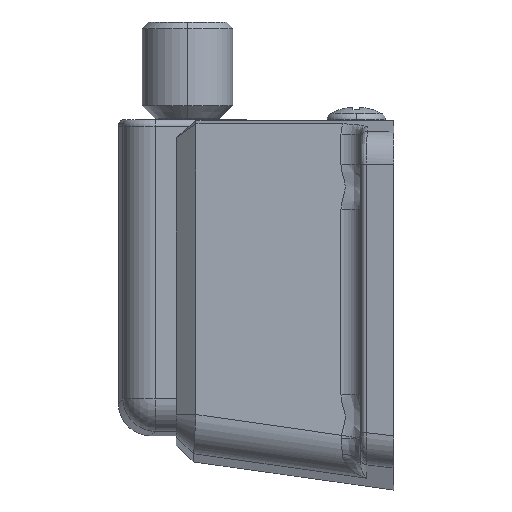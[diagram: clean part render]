
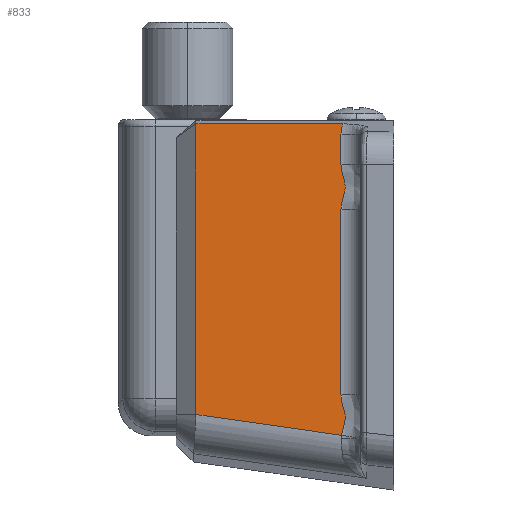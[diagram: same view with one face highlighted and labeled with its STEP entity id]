
A CAD part, left-side view. The second image highlights one B-rep face of the part: STEP entity #833.
In plain terms, the highlighted planar face has unit normal (-1, 0, 0).
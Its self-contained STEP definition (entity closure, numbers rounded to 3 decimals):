
#70 = CARTESIAN_POINT ( 'NONE',  ( -16.25, 7.899, -0.95 ) ) ;
#121 = CARTESIAN_POINT ( 'NONE',  ( -16.25, 8., -2.003 ) ) ;
#154 = LINE ( 'NONE', #14397, #6430 ) ;
#307 = CARTESIAN_POINT ( 'NONE',  ( -16.25, 7.865, -12.26 ) ) ;
#361 = ORIENTED_EDGE ( 'NONE', *, *, #4301, .T. ) ;
#548 = VERTEX_POINT ( 'NONE', #7917 ) ;
#595 = DIRECTION ( 'NONE',  ( 0., -0.99, -0.141 ) ) ;
#697 = CARTESIAN_POINT ( 'NONE',  ( -16.25, 8., -42.097 ) ) ;
#775 = EDGE_LOOP ( 'NONE', ( #2667, #3829, #2237, #2284, #12123, #5085, #361, #4869 ) ) ;
#833 = ADVANCED_FACE ( 'NONE', ( #6579 ), #13429, .T. ) ;
#1087 = CARTESIAN_POINT ( 'NONE',  ( -16.25, 7.631, -46.422 ) ) ;
#1123 = VECTOR ( 'NONE', #1878, 1000. ) ;
#1556 = CARTESIAN_POINT ( 'NONE',  ( -16.25, 7.87, -7.72 ) ) ;
#1671 = EDGE_CURVE ( 'NONE', #9261, #11165, #154, .T. ) ;
#1722 = CARTESIAN_POINT ( 'NONE',  ( -16.25, 8., -1.471 ) ) ;
#1842 = LINE ( 'NONE', #6142, #6821 ) ;
#1878 = DIRECTION ( 'NONE',  ( 0., 0., 1. ) ) ;
#1947 = CARTESIAN_POINT ( 'NONE',  ( -16.25, 7.969, -12.836 ) ) ;
#2007 = CARTESIAN_POINT ( 'NONE',  ( -16.25, 30., -0.458 ) ) ;
#2237 = ORIENTED_EDGE ( 'NONE', *, *, #3816, .F. ) ;
#2240 = CARTESIAN_POINT ( 'NONE',  ( -16.25, 4.287, -48.222 ) ) ;
#2284 = ORIENTED_EDGE ( 'NONE', *, *, #1671, .T. ) ;
#2340 = CARTESIAN_POINT ( 'NONE',  ( -16.25, 7.902, -42.604 ) ) ;
#2485 = EDGE_CURVE ( 'NONE', #11165, #5232, #7110, .T. ) ;
#2667 = ORIENTED_EDGE ( 'NONE', *, *, #5426, .T. ) ;
#2734 = CARTESIAN_POINT ( 'NONE',  ( -16.25, 7.709, -46.674 ) ) ;
#3193 = CARTESIAN_POINT ( 'NONE',  ( -16.25, 7.798, -8. ) ) ;
#3256 = B_SPLINE_CURVE_WITH_KNOTS ( 'NONE', 3,
 ( #6822, #3587, #1947, #307, #14553, #12913, #11303, #9679, #8051, #6438, #4822, #3193, #1556, #15784, #14157, #12541 ),
 .UNSPECIFIED., .F., .F.,
 ( 4, 2, 2, 2, 2, 2, 2, 4 ),
 ( 0., 0.001, 0.002, 0.003, 0.004, 0.005, 0.006, 0.007 ),
 .UNSPECIFIED. ) ;
#3349 = CARTESIAN_POINT ( 'NONE',  ( -16.25, 8., -2.003 ) ) ;
#3520 = CARTESIAN_POINT ( 'NONE',  ( -16.25, 8., -1.474 ) ) ;
#3587 = CARTESIAN_POINT ( 'NONE',  ( -16.25, 8., -13.13 ) ) ;
#3816 = EDGE_CURVE ( 'NONE', #9261, #8823, #12347, .T. ) ;
#3829 = ORIENTED_EDGE ( 'NONE', *, *, #9391, .T. ) ;
#3951 = CARTESIAN_POINT ( 'NONE',  ( -16.25, 30., -44.552 ) ) ;
#3955 = EDGE_CURVE ( 'NONE', #548, #10191, #3256, .T. ) ;
#3984 = CARTESIAN_POINT ( 'NONE',  ( -16.25, 7.7, -43.357 ) ) ;
#4037 = CARTESIAN_POINT ( 'NONE',  ( -16.25, 8., -41.573 ) ) ;
#4176 = VECTOR ( 'NONE', #9117, 1000. ) ;
#4301 = EDGE_CURVE ( 'NONE', #9228, #548, #1842, .T. ) ;
#4368 = CARTESIAN_POINT ( 'NONE',  ( -16.25, 7.844, -47.182 ) ) ;
#4544 = DIRECTION ( 'NONE',  ( 0., 0., 1. ) ) ;
#4822 = CARTESIAN_POINT ( 'NONE',  ( -16.25, 7.561, -8.837 ) ) ;
#4869 = ORIENTED_EDGE ( 'NONE', *, *, #3955, .T. ) ;
#5085 = ORIENTED_EDGE ( 'NONE', *, *, #5866, .T. ) ;
#5136 = LINE ( 'NONE', #3520, #1123 ) ;
#5232 = VERTEX_POINT ( 'NONE', #5646 ) ;
#5426 = EDGE_CURVE ( 'NONE', #10191, #13683, #5136, .T. ) ;
#5587 = CARTESIAN_POINT ( 'NONE',  ( -16.25, 7.623, -43.606 ) ) ;
#5646 = CARTESIAN_POINT ( 'NONE',  ( -16.25, 7.942, -47.7 ) ) ;
#5866 = EDGE_CURVE ( 'NONE', #5232, #9228, #12031, .T. ) ;
#5969 = CARTESIAN_POINT ( 'NONE',  ( -16.25, 7.902, -47.439 ) ) ;
#6142 = CARTESIAN_POINT ( 'NONE',  ( -16.25, 8., -1.474 ) ) ;
#6430 = VECTOR ( 'NONE', #12766, 1000. ) ;
#6438 = CARTESIAN_POINT ( 'NONE',  ( -16.25, 7.367, -9.388 ) ) ;
#6579 = FACE_OUTER_BOUND ( 'NONE', #775, .T. ) ;
#6821 = VECTOR ( 'NONE', #4544, 1000. ) ;
#6822 = CARTESIAN_POINT ( 'NONE',  ( -16.25, 8., -13.427 ) ) ;
#7110 = LINE ( 'NONE', #2240, #12406 ) ;
#7212 = CARTESIAN_POINT ( 'NONE',  ( -16.25, 7.483, -44.106 ) ) ;
#7593 = CARTESIAN_POINT ( 'NONE',  ( -16.25, 7.942, -47.7 ) ) ;
#7917 = CARTESIAN_POINT ( 'NONE',  ( -16.25, 8., -13.427 ) ) ;
#8051 = CARTESIAN_POINT ( 'NONE',  ( -16.25, 7.359, -10.271 ) ) ;
#8573 = DIRECTION ( 'NONE',  ( 0., 0., 1. ) ) ;
#8823 = VERTEX_POINT ( 'NONE', #9399 ) ;
#8837 = CARTESIAN_POINT ( 'NONE',  ( -16.25, 7.42, -44.358 ) ) ;
#9117 = DIRECTION ( 'NONE',  ( 0., -1., 0. ) ) ;
#9228 = VERTEX_POINT ( 'NONE', #4037 ) ;
#9261 = VERTEX_POINT ( 'NONE', #2007 ) ;
#9391 = EDGE_CURVE ( 'NONE', #13683, #8823, #13740, .T. ) ;
#9399 = CARTESIAN_POINT ( 'NONE',  ( -16.25, 7.7, -0.458 ) ) ;
#9679 = CARTESIAN_POINT ( 'NONE',  ( -16.25, 7.406, -10.561 ) ) ;
#10191 = VERTEX_POINT ( 'NONE', #11426 ) ;
#10206 = DIRECTION ( 'NONE',  ( -1., 0., 0. ) ) ;
#10448 = CARTESIAN_POINT ( 'NONE',  ( -16.25, 7.354, -44.874 ) ) ;
#10729 = CARTESIAN_POINT ( 'NONE',  ( -16.25, 33., -0.458 ) ) ;
#11165 = VERTEX_POINT ( 'NONE', #3951 ) ;
#11303 = CARTESIAN_POINT ( 'NONE',  ( -16.25, 7.543, -11.13 ) ) ;
#11426 = CARTESIAN_POINT ( 'NONE',  ( -16.25, 8., -6.573 ) ) ;
#11813 = CARTESIAN_POINT ( 'NONE',  ( -16.25, 33., -58.5 ) ) ;
#12031 = B_SPLINE_CURVE_WITH_KNOTS ( 'NONE', 3,
 ( #7593, #5969, #4368, #2734, #1087, #15324, #13696, #12063, #10448, #8837, #7212, #5587, #3984, #2340, #697, #14942 ),
 .UNSPECIFIED., .F., .F.,
 ( 4, 2, 2, 2, 2, 2, 2, 4 ),
 ( 0., 0.001, 0.002, 0.002, 0.003, 0.004, 0.005, 0.006 ),
 .UNSPECIFIED. ) ;
#12063 = CARTESIAN_POINT ( 'NONE',  ( -16.25, 7.354, -45.142 ) ) ;
#12123 = ORIENTED_EDGE ( 'NONE', *, *, #2485, .T. ) ;
#12347 = LINE ( 'NONE', #10729, #4176 ) ;
#12406 = VECTOR ( 'NONE', #595, 1000. ) ;
#12541 = CARTESIAN_POINT ( 'NONE',  ( -16.25, 8., -6.573 ) ) ;
#12766 = DIRECTION ( 'NONE',  ( 0., 0., -1. ) ) ;
#12913 = CARTESIAN_POINT ( 'NONE',  ( -16.25, 7.631, -11.411 ) ) ;
#13429 = PLANE ( 'NONE',  #15564 ) ;
#13683 = VERTEX_POINT ( 'NONE', #121 ) ;
#13696 = CARTESIAN_POINT ( 'NONE',  ( -16.25, 7.424, -45.661 ) ) ;
#13740 =( BOUNDED_CURVE ( )  B_SPLINE_CURVE ( 3, ( #3349, #1722, #70, #14312 ),
 .UNSPECIFIED., .F., .T. ) 
 B_SPLINE_CURVE_WITH_KNOTS ( ( 4, 4 ),
 ( 4.712, 5.102 ),
 .UNSPECIFIED. ) 
 CURVE ( )  GEOMETRIC_REPRESENTATION_ITEM ( )  RATIONAL_B_SPLINE_CURVE ( ( 1., 0.987, 0.987, 1. ) ) 
 REPRESENTATION_ITEM ( '' )  );
#14157 = CARTESIAN_POINT ( 'NONE',  ( -16.25, 8., -6.865 ) ) ;
#14312 = CARTESIAN_POINT ( 'NONE',  ( -16.25, 7.7, -0.458 ) ) ;
#14397 = CARTESIAN_POINT ( 'NONE',  ( -16.25, 30., -58.5 ) ) ;
#14553 = CARTESIAN_POINT ( 'NONE',  ( -16.25, 7.792, -11.976 ) ) ;
#14942 = CARTESIAN_POINT ( 'NONE',  ( -16.25, 8., -41.573 ) ) ;
#15324 = CARTESIAN_POINT ( 'NONE',  ( -16.25, 7.488, -45.915 ) ) ;
#15564 = AXIS2_PLACEMENT_3D ( 'NONE', #11813, #10206, #8573 ) ;
#15784 = CARTESIAN_POINT ( 'NONE',  ( -16.25, 7.97, -7.152 ) ) ;
